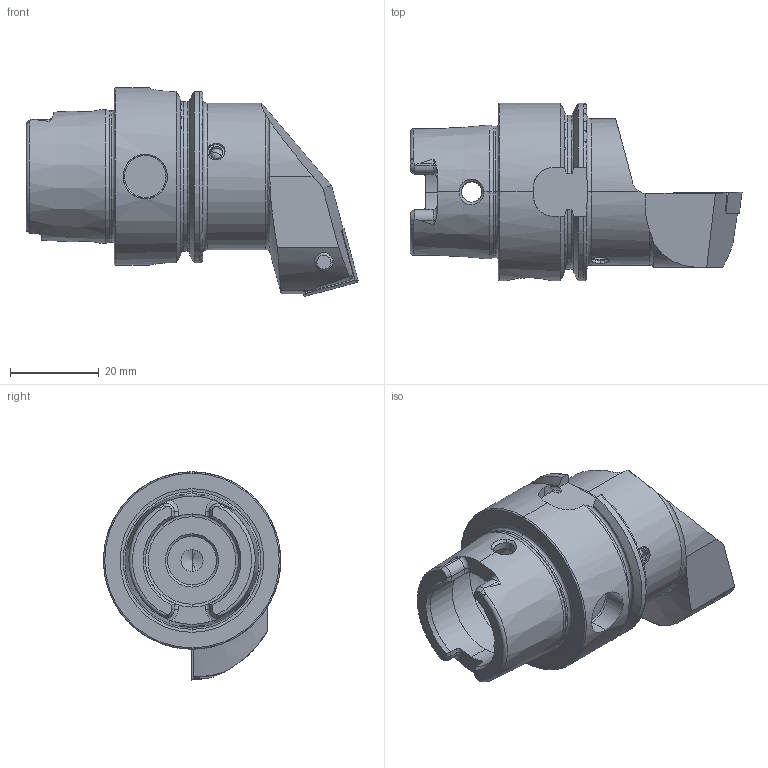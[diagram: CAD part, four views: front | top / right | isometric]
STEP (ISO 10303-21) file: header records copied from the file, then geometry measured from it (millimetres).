
FILE_DESCRIPTION (( 'STEP AP214' ), '1' );
FILE_NAME ('HA4.KSB.RBA.055.STEP', '2020-09-17T08:16:49', ( '' ), ( '' ), 'SwSTEP 2.0', 'SolidWorks 2017', '' );
FILE_SCHEMA (( 'AUTOMOTIVE_DESIGN' ));
Length unit declared in the file: millimetre
Products named in the file (5): KVT_MB_600_040; HA4.KSB.RBA.055; WCC-ER2.001.010_A; SCMT120404; HA4-KSB.RBA.055_A_Fertigbearbeitung
Assembly tree (4 placements, depth 2):
  HA4.KSB.RBA.055
    HA4-KSB.RBA.055_A_Fertigbearbeitung
    KVT_MB_600_040
    SCMT120404
    WCC-ER2.001.010_A
Bounding box: 74.9 x 40 x 47 mm (x, y, z)
Volume: 40874 mm3; surface area: 13799 mm2
Topology: 5 solids, 5 shells, 306 faces, 791 edges, 481 vertices
Faces by surface type: cylinder 90, plane 78, cone 77, torus 43, bspline 16, sphere 2
Entity records: 11515 total; most frequent: CARTESIAN_POINT 3660, ORIENTED_EDGE 1540, DIRECTION 1424, EDGE_CURVE 770, AXIS2_PLACEMENT_3D 566, VERTEX_POINT 478, EDGE_LOOP 322, ADVANCED_FACE 306
